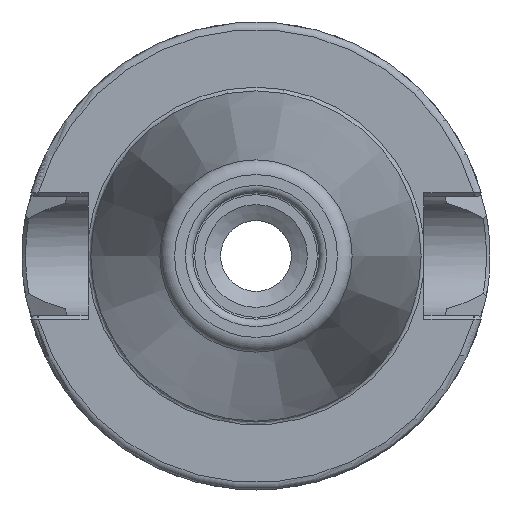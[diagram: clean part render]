
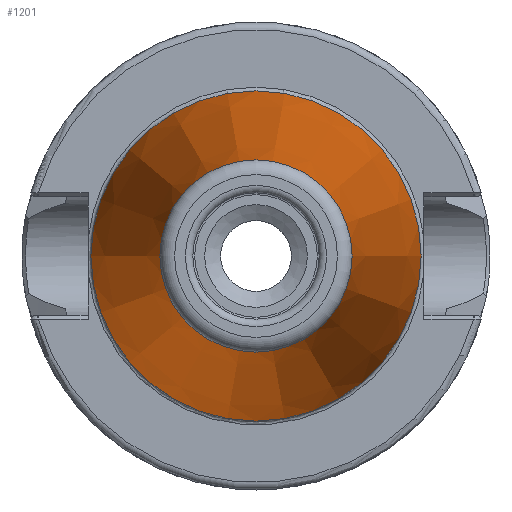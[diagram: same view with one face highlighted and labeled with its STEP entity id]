
A CAD part, left-side view. The second image highlights one B-rep face of the part: STEP entity #1201.
In plain terms, the highlighted conical face has half-angle 8.297 degrees and reference radius 17.581 mm.
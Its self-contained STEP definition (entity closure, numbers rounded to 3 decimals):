
#103=CIRCLE('',#1315,12.937);
#104=CIRCLE('',#1316,12.937);
#105=CIRCLE('',#1317,12.937);
#107=CIRCLE('',#1320,22.225);
#108=CIRCLE('',#1321,22.225);
#148=CONICAL_SURFACE('',#1319,17.581,0.145);
#208=FACE_OUTER_BOUND('',#273,.T.);
#273=EDGE_LOOP('',(#1033,#1034,#1035,#1036,#1037,#1038,#1039));
#347=LINE('',#2661,#406);
#406=VECTOR('',#1596,17.581);
#547=VERTEX_POINT('',#2649);
#548=VERTEX_POINT('',#2650);
#549=VERTEX_POINT('',#2652);
#550=VERTEX_POINT('',#2657);
#551=VERTEX_POINT('',#2658);
#721=EDGE_CURVE('',#547,#548,#103,.T.);
#722=EDGE_CURVE('',#549,#547,#104,.T.);
#723=EDGE_CURVE('',#548,#549,#105,.T.);
#725=EDGE_CURVE('',#550,#551,#107,.T.);
#726=EDGE_CURVE('',#551,#550,#108,.T.);
#727=EDGE_CURVE('',#551,#549,#347,.T.);
#1033=ORIENTED_EDGE('',*,*,#725,.F.);
#1034=ORIENTED_EDGE('',*,*,#726,.F.);
#1035=ORIENTED_EDGE('',*,*,#727,.T.);
#1036=ORIENTED_EDGE('',*,*,#722,.T.);
#1037=ORIENTED_EDGE('',*,*,#721,.T.);
#1038=ORIENTED_EDGE('',*,*,#723,.T.);
#1039=ORIENTED_EDGE('',*,*,#727,.F.);
#1201=ADVANCED_FACE('',(#208),#148,.T.);
#1315=AXIS2_PLACEMENT_3D('',#2651,#1582,#1583);
#1316=AXIS2_PLACEMENT_3D('',#2653,#1584,#1585);
#1317=AXIS2_PLACEMENT_3D('',#2654,#1586,#1587);
#1319=AXIS2_PLACEMENT_3D('',#2656,#1590,#1591);
#1320=AXIS2_PLACEMENT_3D('',#2659,#1592,#1593);
#1321=AXIS2_PLACEMENT_3D('',#2660,#1594,#1595);
#1582=DIRECTION('center_axis',(1.,0.,0.));
#1583=DIRECTION('ref_axis',(0.,0.,-1.));
#1584=DIRECTION('center_axis',(1.,0.,0.));
#1585=DIRECTION('ref_axis',(0.,0.,-1.));
#1586=DIRECTION('center_axis',(1.,0.,0.));
#1587=DIRECTION('ref_axis',(0.,0.,-1.));
#1590=DIRECTION('center_axis',(1.,0.,0.));
#1591=DIRECTION('ref_axis',(0.,1.,0.));
#1592=DIRECTION('center_axis',(1.,0.,0.));
#1593=DIRECTION('ref_axis',(0.,0.,-1.));
#1594=DIRECTION('center_axis',(1.,0.,0.));
#1595=DIRECTION('ref_axis',(0.,0.,-1.));
#1596=DIRECTION('',(-0.99,0.144,0.));
#2649=CARTESIAN_POINT('',(-63.689,12.937,0.));
#2650=CARTESIAN_POINT('',(-63.689,0.,12.937));
#2651=CARTESIAN_POINT('Origin',(-63.689,0.,
0.));
#2652=CARTESIAN_POINT('',(-63.689,-12.937,0.));
#2653=CARTESIAN_POINT('Origin',(-63.689,0.,
0.));
#2654=CARTESIAN_POINT('Origin',(-63.689,0.,
0.));
#2656=CARTESIAN_POINT('Origin',(-31.844,0.,
0.));
#2657=CARTESIAN_POINT('',(0.,22.225,0.));
#2658=CARTESIAN_POINT('',(0.,-22.225,0.));
#2659=CARTESIAN_POINT('Origin',(0.,0.,
0.));
#2660=CARTESIAN_POINT('Origin',(0.,0.,
0.));
#2661=CARTESIAN_POINT('',(-31.844,-17.581,0.));
